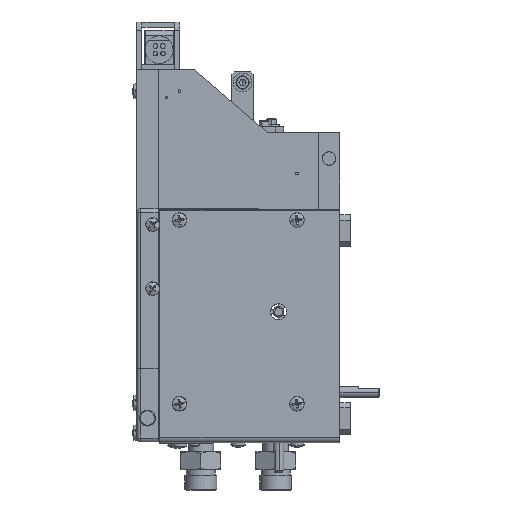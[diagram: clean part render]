
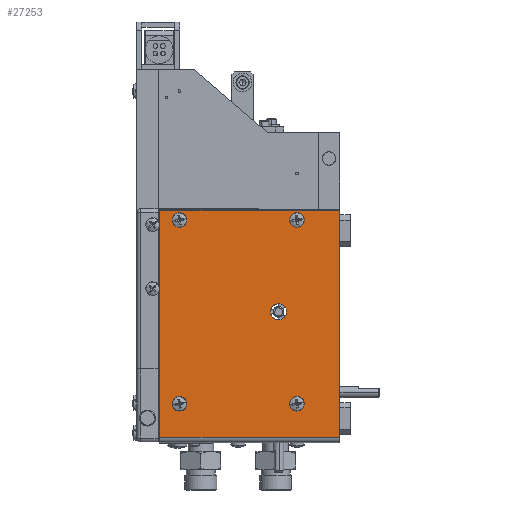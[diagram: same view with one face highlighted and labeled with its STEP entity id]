
A CAD part, left-side view. The second image highlights one B-rep face of the part: STEP entity #27253.
In plain terms, the highlighted planar face has unit normal (-1, 0, 0).
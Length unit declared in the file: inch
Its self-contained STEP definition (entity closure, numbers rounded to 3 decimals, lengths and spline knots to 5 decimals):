
#2952 = FACE_BOUND ( 'NONE', #94247, .T. ) ;
#4827 = AXIS2_PLACEMENT_3D ( 'NONE', #21236, #65734, #13786 ) ;
#5429 = EDGE_CURVE ( 'NONE', #62906, #6969, #74309, .T. ) ;
#6781 = DIRECTION ( 'NONE',  ( 0., 0., -1. ) ) ;
#6969 = VERTEX_POINT ( 'NONE', #23101 ) ;
#8234 = CARTESIAN_POINT ( 'NONE',  ( -15.6449, 6.4113, -2.65207 ) ) ;
#8484 = VERTEX_POINT ( 'NONE', #74395 ) ;
#8925 = EDGE_CURVE ( 'NONE', #6969, #62906, #14464, .T. ) ;
#9125 = EDGE_CURVE ( 'NONE', #95938, #10152, #88985, .T. ) ;
#9199 = DIRECTION ( 'NONE',  ( 0., 0., 1. ) ) ;
#9412 = EDGE_CURVE ( 'NONE', #28825, #58345, #63137, .T. ) ;
#9590 = VERTEX_POINT ( 'NONE', #78350 ) ;
#10152 = VERTEX_POINT ( 'NONE', #65045 ) ;
#12232 = EDGE_CURVE ( 'NONE', #58345, #28825, #61647, .T. ) ;
#13199 = CARTESIAN_POINT ( 'NONE',  ( -15.6449, 8.7293, -4.98957 ) ) ;
#13467 = DIRECTION ( 'NONE',  ( 1., 0., 0. ) ) ;
#13786 = DIRECTION ( 'NONE',  ( 0., 0., -1. ) ) ;
#14464 = CIRCLE ( 'NONE', #15057, 0.095 ) ;
#15057 = AXIS2_PLACEMENT_3D ( 'NONE', #91164, #39092, #83592 ) ;
#15097 = DIRECTION ( 'NONE',  ( 0., -1., 0. ) ) ;
#15608 = CIRCLE ( 'NONE', #76345, 0.095 ) ;
#15932 = VERTEX_POINT ( 'NONE', #62509 ) ;
#20637 = DIRECTION ( 'NONE',  ( 0., 0., -1. ) ) ;
#21236 = CARTESIAN_POINT ( 'NONE',  ( -15.6449, 8.7293, -0.68957 ) ) ;
#21347 = AXIS2_PLACEMENT_3D ( 'NONE', #13199, #65118, #20637 ) ;
#21614 = CARTESIAN_POINT ( 'NONE',  ( -15.6449, 8.7293, -0.59457 ) ) ;
#21861 = ORIENTED_EDGE ( 'NONE', *, *, #22899, .T. ) ;
#22274 = AXIS2_PLACEMENT_3D ( 'NONE', #24122, #60462, #89720 ) ;
#22446 = ORIENTED_EDGE ( 'NONE', *, *, #55460, .T. ) ;
#22737 = FACE_BOUND ( 'NONE', #68978, .T. ) ;
#22899 = EDGE_CURVE ( 'NONE', #62902, #54697, #37229, .T. ) ;
#23101 = CARTESIAN_POINT ( 'NONE',  ( -15.6449, 5.9793, -4.89457 ) ) ;
#24122 = CARTESIAN_POINT ( 'NONE',  ( -15.6449, 9.1873, -5.83957 ) ) ;
#24921 = LINE ( 'NONE', #59516, #42304 ) ;
#25058 = FACE_BOUND ( 'NONE', #74021, .T. ) ;
#27126 = CARTESIAN_POINT ( 'NONE',  ( -15.6449, 9.1873, -5.83957 ) ) ;
#27253 = ADVANCED_FACE ( 'NONE', ( #62178, #22737, #2952, #25058, #79578, #42461 ), #80282, .F. ) ;
#27339 = CIRCLE ( 'NONE', #29304, 0.095 ) ;
#28404 = CARTESIAN_POINT ( 'NONE',  ( -15.6449, 9.1873, -5.77957 ) ) ;
#28825 = VERTEX_POINT ( 'NONE', #21614 ) ;
#29304 = AXIS2_PLACEMENT_3D ( 'NONE', #35238, #87254, #42675 ) ;
#30068 = DIRECTION ( 'NONE',  ( 1., 0., 0. ) ) ;
#30309 = CARTESIAN_POINT ( 'NONE',  ( -15.6449, 6.4113, -2.83957 ) ) ;
#30461 = ORIENTED_EDGE ( 'NONE', *, *, #39811, .T. ) ;
#31004 = VERTEX_POINT ( 'NONE', #33200 ) ;
#33200 = CARTESIAN_POINT ( 'NONE',  ( -15.6449, 5.9793, -0.78457 ) ) ;
#35238 = CARTESIAN_POINT ( 'NONE',  ( -15.6449, 5.9793, -0.68957 ) ) ;
#35872 = DIRECTION ( 'NONE',  ( 0., -1., 0. ) ) ;
#36029 = EDGE_CURVE ( 'NONE', #95938, #9590, #67863, .T. ) ;
#36549 = DIRECTION ( 'NONE',  ( 1., 0., 0. ) ) ;
#37229 = CIRCLE ( 'NONE', #80224, 0.1875 ) ;
#37728 = ORIENTED_EDGE ( 'NONE', *, *, #9412, .T. ) ;
#37783 = DIRECTION ( 'NONE',  ( 0., 0., -1. ) ) ;
#37965 = VECTOR ( 'NONE', #9199, 39.37008 ) ;
#38759 = DIRECTION ( 'NONE',  ( 0., 0., -1. ) ) ;
#39092 = DIRECTION ( 'NONE',  ( 1., 0., 0. ) ) ;
#39811 = EDGE_CURVE ( 'NONE', #8484, #77122, #62699, .T. ) ;
#42304 = VECTOR ( 'NONE', #15097, 39.37008 ) ;
#42461 = FACE_OUTER_BOUND ( 'NONE', #54438, .T. ) ;
#42675 = DIRECTION ( 'NONE',  ( 0., 0., -1. ) ) ;
#45382 = EDGE_CURVE ( 'NONE', #54697, #62902, #88062, .T. ) ;
#51191 = DIRECTION ( 'NONE',  ( 1., 0., 0. ) ) ;
#51776 = CARTESIAN_POINT ( 'NONE',  ( -15.6449, 8.7293, -0.78457 ) ) ;
#52398 = ORIENTED_EDGE ( 'NONE', *, *, #9125, .T. ) ;
#52607 = EDGE_CURVE ( 'NONE', #77122, #8484, #86852, .T. ) ;
#53667 = CARTESIAN_POINT ( 'NONE',  ( -15.6449, 6.4113, -2.83957 ) ) ;
#54438 = EDGE_LOOP ( 'NONE', ( #70573, #91960, #71790, #52398 ) ) ;
#54697 = VERTEX_POINT ( 'NONE', #8234 ) ;
#55460 = EDGE_CURVE ( 'NONE', #81072, #31004, #15608, .T. ) ;
#57881 = DIRECTION ( 'NONE',  ( 0., 0., -1. ) ) ;
#58345 = VERTEX_POINT ( 'NONE', #51776 ) ;
#59516 = CARTESIAN_POINT ( 'NONE',  ( -15.6449, 9.1873, -0.45957 ) ) ;
#60462 = DIRECTION ( 'NONE',  ( 1., 0., 0. ) ) ;
#61647 = CIRCLE ( 'NONE', #4827, 0.095 ) ;
#62178 = FACE_BOUND ( 'NONE', #88241, .T. ) ;
#62397 = CARTESIAN_POINT ( 'NONE',  ( -15.6449, 9.1873, -5.77957 ) ) ;
#62509 = CARTESIAN_POINT ( 'NONE',  ( -15.6449, 4.9873, -0.45957 ) ) ;
#62699 = CIRCLE ( 'NONE', #63556, 0.095 ) ;
#62902 = VERTEX_POINT ( 'NONE', #70023 ) ;
#62906 = VERTEX_POINT ( 'NONE', #77456 ) ;
#63137 = CIRCLE ( 'NONE', #87413, 0.095 ) ;
#63556 = AXIS2_PLACEMENT_3D ( 'NONE', #95836, #51191, #6781 ) ;
#65045 = CARTESIAN_POINT ( 'NONE',  ( -15.6449, 4.9873, -5.77957 ) ) ;
#65118 = DIRECTION ( 'NONE',  ( 1., 0., 0. ) ) ;
#65405 = CARTESIAN_POINT ( 'NONE',  ( -15.6449, 8.7293, -0.68957 ) ) ;
#65734 = DIRECTION ( 'NONE',  ( 1., 0., 0. ) ) ;
#65871 = ORIENTED_EDGE ( 'NONE', *, *, #8925, .T. ) ;
#67622 = ORIENTED_EDGE ( 'NONE', *, *, #12232, .T. ) ;
#67863 = LINE ( 'NONE', #27126, #85296 ) ;
#68978 = EDGE_LOOP ( 'NONE', ( #87602, #22446 ) ) ;
#70023 = CARTESIAN_POINT ( 'NONE',  ( -15.6449, 6.4113, -3.02707 ) ) ;
#70573 = ORIENTED_EDGE ( 'NONE', *, *, #87592, .T. ) ;
#71790 = ORIENTED_EDGE ( 'NONE', *, *, #36029, .F. ) ;
#73068 = EDGE_CURVE ( 'NONE', #31004, #81072, #27339, .T. ) ;
#73196 = EDGE_CURVE ( 'NONE', #9590, #15932, #24921, .T. ) ;
#74021 = EDGE_LOOP ( 'NONE', ( #21861, #76649 ) ) ;
#74309 = CIRCLE ( 'NONE', #75054, 0.095 ) ;
#74395 = CARTESIAN_POINT ( 'NONE',  ( -15.6449, 8.7293, -4.89457 ) ) ;
#74554 = CARTESIAN_POINT ( 'NONE',  ( -15.6449, 5.9793, -0.68957 ) ) ;
#74885 = CARTESIAN_POINT ( 'NONE',  ( -15.6449, 5.9793, -0.59457 ) ) ;
#75054 = AXIS2_PLACEMENT_3D ( 'NONE', #88578, #36549, #80981 ) ;
#76345 = AXIS2_PLACEMENT_3D ( 'NONE', #74554, #30068, #82016 ) ;
#76649 = ORIENTED_EDGE ( 'NONE', *, *, #45382, .T. ) ;
#77122 = VERTEX_POINT ( 'NONE', #91221 ) ;
#77400 = LINE ( 'NONE', #83517, #37965 ) ;
#77456 = CARTESIAN_POINT ( 'NONE',  ( -15.6449, 5.9793, -5.08457 ) ) ;
#78350 = CARTESIAN_POINT ( 'NONE',  ( -15.6449, 9.1873, -0.45957 ) ) ;
#79052 = AXIS2_PLACEMENT_3D ( 'NONE', #30309, #82261, #37783 ) ;
#79578 = FACE_BOUND ( 'NONE', #91037, .T. ) ;
#80224 = AXIS2_PLACEMENT_3D ( 'NONE', #53667, #90826, #38759 ) ;
#80282 = PLANE ( 'NONE',  #22274 ) ;
#80981 = DIRECTION ( 'NONE',  ( 0., 0., -1. ) ) ;
#81072 = VERTEX_POINT ( 'NONE', #74885 ) ;
#82016 = DIRECTION ( 'NONE',  ( 0., 0., -1. ) ) ;
#82261 = DIRECTION ( 'NONE',  ( 1., 0., 0. ) ) ;
#83517 = CARTESIAN_POINT ( 'NONE',  ( -15.6449, 4.9873, -5.83957 ) ) ;
#83592 = DIRECTION ( 'NONE',  ( 0., 0., -1. ) ) ;
#85296 = VECTOR ( 'NONE', #86580, 39.37008 ) ;
#86580 = DIRECTION ( 'NONE',  ( 0., 0., 1. ) ) ;
#86600 = VECTOR ( 'NONE', #35872, 39.37008 ) ;
#86852 = CIRCLE ( 'NONE', #21347, 0.095 ) ;
#87254 = DIRECTION ( 'NONE',  ( 1., 0., 0. ) ) ;
#87413 = AXIS2_PLACEMENT_3D ( 'NONE', #65405, #13467, #57881 ) ;
#87592 = EDGE_CURVE ( 'NONE', #10152, #15932, #77400, .T. ) ;
#87602 = ORIENTED_EDGE ( 'NONE', *, *, #73068, .T. ) ;
#88062 = CIRCLE ( 'NONE', #79052, 0.1875 ) ;
#88241 = EDGE_LOOP ( 'NONE', ( #67622, #37728 ) ) ;
#88578 = CARTESIAN_POINT ( 'NONE',  ( -15.6449, 5.9793, -4.98957 ) ) ;
#88985 = LINE ( 'NONE', #28404, #86600 ) ;
#89720 = DIRECTION ( 'NONE',  ( 0., 0., -1. ) ) ;
#90826 = DIRECTION ( 'NONE',  ( 1., 0., 0. ) ) ;
#91037 = EDGE_LOOP ( 'NONE', ( #91370, #65871 ) ) ;
#91164 = CARTESIAN_POINT ( 'NONE',  ( -15.6449, 5.9793, -4.98957 ) ) ;
#91221 = CARTESIAN_POINT ( 'NONE',  ( -15.6449, 8.7293, -5.08457 ) ) ;
#91370 = ORIENTED_EDGE ( 'NONE', *, *, #5429, .T. ) ;
#91960 = ORIENTED_EDGE ( 'NONE', *, *, #73196, .F. ) ;
#92052 = ORIENTED_EDGE ( 'NONE', *, *, #52607, .T. ) ;
#94247 = EDGE_LOOP ( 'NONE', ( #92052, #30461 ) ) ;
#95836 = CARTESIAN_POINT ( 'NONE',  ( -15.6449, 8.7293, -4.98957 ) ) ;
#95938 = VERTEX_POINT ( 'NONE', #62397 ) ;
